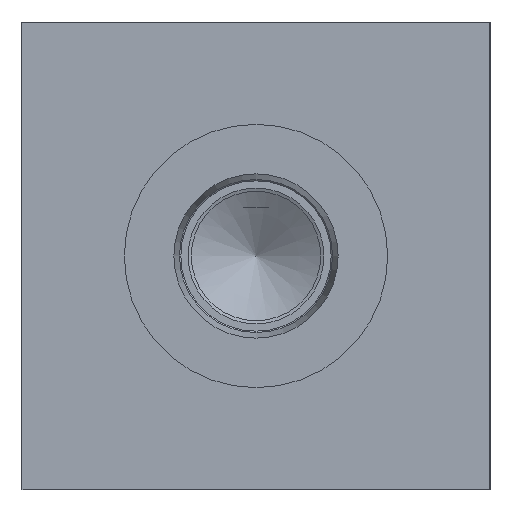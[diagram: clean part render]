
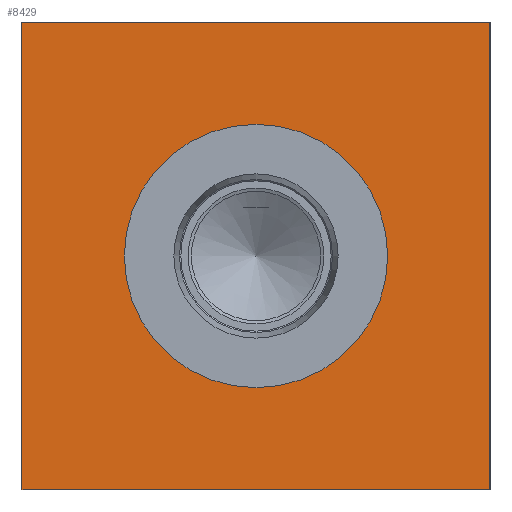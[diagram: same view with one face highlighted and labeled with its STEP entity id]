
A CAD part, left-side view. The second image highlights one B-rep face of the part: STEP entity #8429.
In plain terms, the highlighted planar face has unit normal (-1, 0, 0).
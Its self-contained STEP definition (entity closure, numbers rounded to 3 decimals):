
#331=CIRCLE('',#8986,12.51);
#332=CIRCLE('',#8987,12.51);
#405=FACE_BOUND('',#1668,.T.);
#1162=FACE_OUTER_BOUND('',#1667,.T.);
#1667=EDGE_LOOP('',(#7429,#7430,#7431,#7432));
#1668=EDGE_LOOP('',(#7433,#7434));
#1932=LINE('',#12989,#2675);
#2419=LINE('',#14679,#3162);
#2420=LINE('',#14680,#3163);
#2421=LINE('',#14681,#3164);
#2675=VECTOR('',#9378,10.);
#3162=VECTOR('',#10847,10.);
#3163=VECTOR('',#10848,10.);
#3164=VECTOR('',#10849,10.);
#3460=VERTEX_POINT('',#12982);
#3463=VERTEX_POINT('',#12987);
#3944=VERTEX_POINT('',#14648);
#3945=VERTEX_POINT('',#14649);
#3954=VERTEX_POINT('',#14677);
#3955=VERTEX_POINT('',#14678);
#4396=EDGE_CURVE('',#3463,#3460,#1932,.T.);
#5106=EDGE_CURVE('',#3944,#3945,#331,.T.);
#5107=EDGE_CURVE('',#3945,#3944,#332,.T.);
#5120=EDGE_CURVE('',#3954,#3955,#2419,.T.);
#5121=EDGE_CURVE('',#3955,#3460,#2420,.T.);
#5122=EDGE_CURVE('',#3954,#3463,#2421,.T.);
#7429=ORIENTED_EDGE('',*,*,#5120,.T.);
#7430=ORIENTED_EDGE('',*,*,#5121,.T.);
#7431=ORIENTED_EDGE('',*,*,#4396,.F.);
#7432=ORIENTED_EDGE('',*,*,#5122,.F.);
#7433=ORIENTED_EDGE('',*,*,#5106,.T.);
#7434=ORIENTED_EDGE('',*,*,#5107,.T.);
#7692=PLANE('',#9000);
#8429=ADVANCED_FACE('',(#1162,#405),#7692,.T.);
#8986=AXIS2_PLACEMENT_3D('',#14650,#10813,#10814);
#8987=AXIS2_PLACEMENT_3D('',#14651,#10815,#10816);
#9000=AXIS2_PLACEMENT_3D('',#14676,#10845,#10846);
#9378=DIRECTION('',(0.,-1.,0.));
#10813=DIRECTION('center_axis',(1.,0.,0.));
#10814=DIRECTION('ref_axis',(0.,0.,1.));
#10815=DIRECTION('center_axis',(1.,0.,0.));
#10816=DIRECTION('ref_axis',(0.,0.,1.));
#10845=DIRECTION('center_axis',(-1.,0.,0.));
#10846=DIRECTION('ref_axis',(0.,-1.,0.));
#10847=DIRECTION('',(0.,-1.,0.));
#10848=DIRECTION('',(0.,0.,1.));
#10849=DIRECTION('',(0.,0.,1.));
#12982=CARTESIAN_POINT('',(0.,0.,44.45));
#12987=CARTESIAN_POINT('',(0.,44.45,44.45));
#12989=CARTESIAN_POINT('',(0.,44.45,44.45));
#14648=CARTESIAN_POINT('',(0.,22.225,34.735));
#14649=CARTESIAN_POINT('',(0.,22.225,9.716));
#14650=CARTESIAN_POINT('Origin',(0.,22.225,22.225));
#14651=CARTESIAN_POINT('Origin',(0.,22.225,22.225));
#14676=CARTESIAN_POINT('Origin',(0.,44.45,0.));
#14677=CARTESIAN_POINT('',(0.,44.45,0.));
#14678=CARTESIAN_POINT('',(0.,0.,0.));
#14679=CARTESIAN_POINT('',(0.,44.45,0.));
#14680=CARTESIAN_POINT('',(0.,0.,0.));
#14681=CARTESIAN_POINT('',(0.,44.45,0.));
